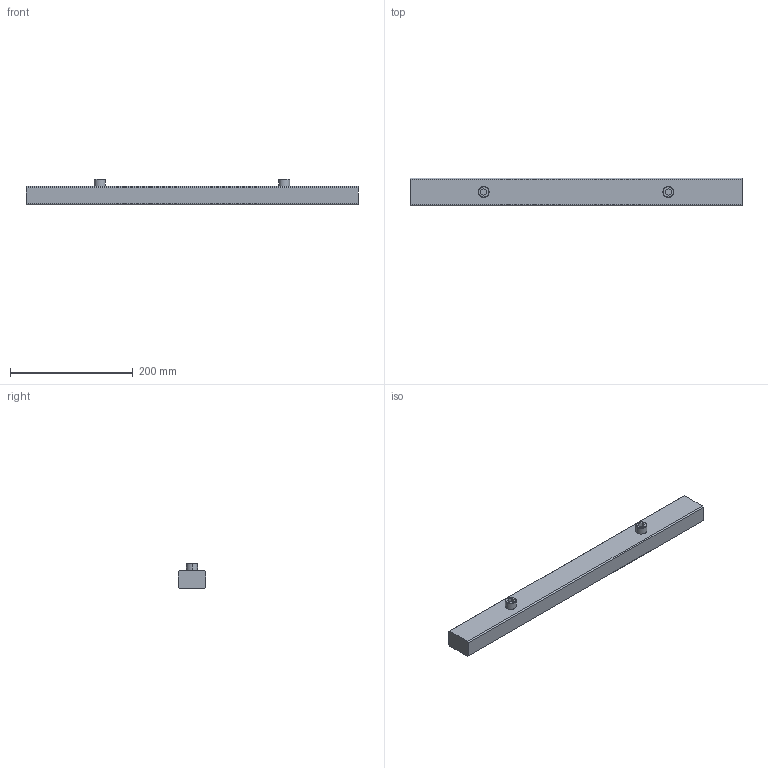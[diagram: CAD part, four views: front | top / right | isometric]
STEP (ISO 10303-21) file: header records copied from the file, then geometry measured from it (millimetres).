
FILE_DESCRIPTION (( 'STEP AP203' ), '1' );
FILE_NAME ('Y32G3901-下料棒.STEP', '2023-11-17T02:31:43', ( '' ), ( '' ), 'SwSTEP 2.0', 'SolidWorks 2018', '' );
FILE_SCHEMA (( 'CONFIG_CONTROL_DESIGN' ));
Length unit declared in the file: millimetre
Products named in the file (3): 複製 of SBA12016-六角孔螺栓^Y32G3901-下料棒_SBA12016; 複製 of 32G3901-下料棒^Y32G3901-下料棒; Y32G3901-下料棒
Assembly tree (3 placements, depth 2):
  Y32G3901-下料棒
    複製 of 32G3901-下料棒^Y32G3901-下料棒
    複製 of SBA12016-六角孔螺栓^Y32G3901-下料棒_SBA12016  x2
Bounding box: 540 x 45 x 42 mm (x, y, z)
Volume: 728419.6 mm3; surface area: 86666.5 mm2
Topology: 3 solids, 3 shells, 50 faces, 112 edges, 72 vertices
Faces by surface type: plane 30, cylinder 12, cone 8
Entity records: 1251 total; most frequent: DIRECTION 170, CARTESIAN_POINT 160, ORIENTED_EDGE 148, EDGE_CURVE 74, AXIS2_PLACEMENT_3D 58, LINE 54, VECTOR 54, VERTEX_POINT 48
